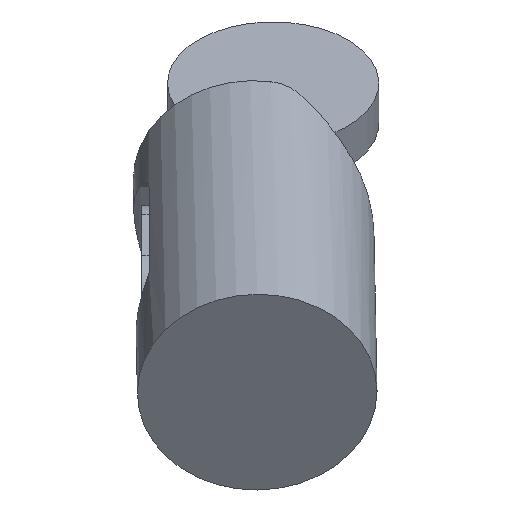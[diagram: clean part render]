
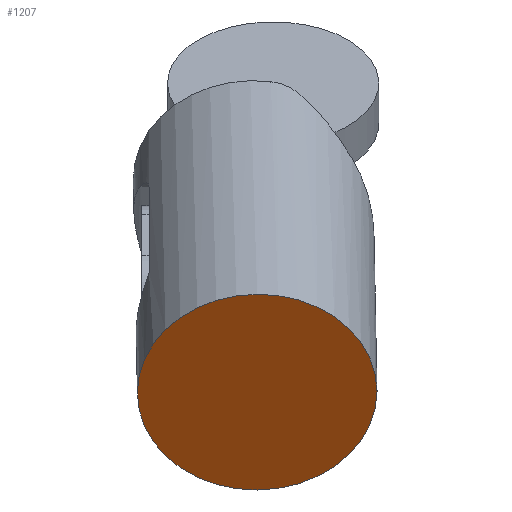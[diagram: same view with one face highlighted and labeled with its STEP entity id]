
A CAD part, isometric view. The second image highlights one B-rep face of the part: STEP entity #1207.
In plain terms, the highlighted planar face has unit normal (-0.699, -0.715, 0).
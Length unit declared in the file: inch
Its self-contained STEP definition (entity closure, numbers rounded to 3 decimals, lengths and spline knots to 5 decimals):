
#33 = DIRECTION ( 'NONE',  ( -0.715, 0.699, 0. ) ) ;
#80 = CIRCLE ( 'NONE', #1266, 2.79898 ) ;
#84 = CIRCLE ( 'NONE', #268, 2.79898 ) ;
#89 = VERTEX_POINT ( 'NONE', #179 ) ;
#102 = VERTEX_POINT ( 'NONE', #578 ) ;
#179 = CARTESIAN_POINT ( 'NONE',  ( 4.36128, 1.56947, 0. ) ) ;
#268 = AXIS2_PLACEMENT_3D ( 'NONE', #490, #979, #278 ) ;
#278 = DIRECTION ( 'NONE',  ( -0.715, 0.699, 0. ) ) ;
#405 = ORIENTED_EDGE ( 'NONE', *, *, #953, .F. ) ;
#490 = CARTESIAN_POINT ( 'NONE',  ( 2.36043, 3.52674, 0. ) ) ;
#578 = CARTESIAN_POINT ( 'NONE',  ( 0.35958, 5.48402, 0. ) ) ;
#681 = EDGE_CURVE ( 'NONE', #89, #102, #80, .T. ) ;
#731 = DIRECTION ( 'NONE',  ( 0.699, 0.715, 0. ) ) ;
#739 = CARTESIAN_POINT ( 'NONE',  ( 2.36043, 3.52674, 0. ) ) ;
#775 = FACE_OUTER_BOUND ( 'NONE', #992, .T. ) ;
#950 = AXIS2_PLACEMENT_3D ( 'NONE', #1025, #1131, #33 ) ;
#953 = EDGE_CURVE ( 'NONE', #102, #89, #84, .T. ) ;
#979 = DIRECTION ( 'NONE',  ( 0.699, 0.715, 0. ) ) ;
#992 = EDGE_LOOP ( 'NONE', ( #1077, #405 ) ) ;
#1025 = CARTESIAN_POINT ( 'NONE',  ( 2.36043, 3.52674, 0. ) ) ;
#1037 = DIRECTION ( 'NONE',  ( -0.715, 0.699, 0. ) ) ;
#1077 = ORIENTED_EDGE ( 'NONE', *, *, #681, .F. ) ;
#1131 = DIRECTION ( 'NONE',  ( 0.699, 0.715, 0. ) ) ;
#1137 = PLANE ( 'NONE',  #950 ) ;
#1207 = ADVANCED_FACE ( 'NONE', ( #775 ), #1137, .F. ) ;
#1266 = AXIS2_PLACEMENT_3D ( 'NONE', #739, #731, #1037 ) ;
